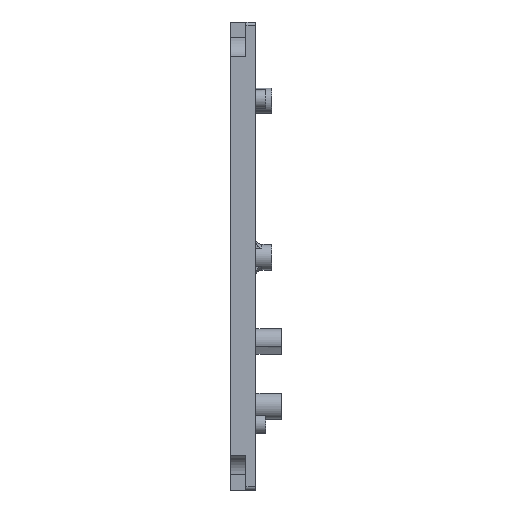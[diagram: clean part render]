
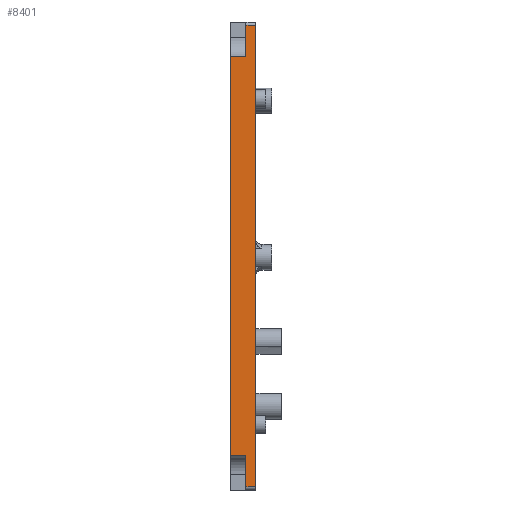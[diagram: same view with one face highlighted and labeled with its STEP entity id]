
A CAD part, left-side view. The second image highlights one B-rep face of the part: STEP entity #8401.
In plain terms, the highlighted planar face has unit normal (-1, 0, 0).
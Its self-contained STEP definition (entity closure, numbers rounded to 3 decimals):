
#176=PLANE('',#9075);
#674=FACE_OUTER_BOUND('',#1222,.T.);
#1222=EDGE_LOOP('',(#6747,#6748,#6749,#6750,#6751,#6752,#6753,#6754));
#1778=LINE('',#12028,#2820);
#1895=LINE('',#12573,#2937);
#2165=LINE('',#13188,#3207);
#2167=LINE('',#13196,#3209);
#2169=LINE('',#13203,#3211);
#2170=LINE('',#13205,#3212);
#2171=LINE('',#13206,#3213);
#2172=LINE('',#13207,#3214);
#2820=VECTOR('',#9568,10.);
#2937=VECTOR('',#9941,10.);
#3207=VECTOR('',#10435,10.);
#3209=VECTOR('',#10445,10.);
#3211=VECTOR('',#10453,10.);
#3212=VECTOR('',#10454,10.);
#3213=VECTOR('',#10455,10.);
#3214=VECTOR('',#10456,10.);
#3891=VERTEX_POINT('',#12025);
#3892=VERTEX_POINT('',#12027);
#4043=VERTEX_POINT('',#12570);
#4044=VERTEX_POINT('',#12572);
#4277=VERTEX_POINT('',#13186);
#4279=VERTEX_POINT('',#13194);
#4281=VERTEX_POINT('',#13202);
#4282=VERTEX_POINT('',#13204);
#4617=EDGE_CURVE('',#3891,#3892,#1778,.T.);
#4820=EDGE_CURVE('',#4043,#4044,#1895,.T.);
#5131=EDGE_CURVE('',#4043,#4277,#2165,.T.);
#5135=EDGE_CURVE('',#4277,#4279,#2167,.T.);
#5138=EDGE_CURVE('',#4281,#3891,#2169,.T.);
#5139=EDGE_CURVE('',#4281,#4282,#2170,.T.);
#5140=EDGE_CURVE('',#4282,#4044,#2171,.T.);
#5141=EDGE_CURVE('',#3892,#4279,#2172,.T.);
#6747=ORIENTED_EDGE('',*,*,#4617,.F.);
#6748=ORIENTED_EDGE('',*,*,#5138,.F.);
#6749=ORIENTED_EDGE('',*,*,#5139,.T.);
#6750=ORIENTED_EDGE('',*,*,#5140,.T.);
#6751=ORIENTED_EDGE('',*,*,#4820,.F.);
#6752=ORIENTED_EDGE('',*,*,#5131,.T.);
#6753=ORIENTED_EDGE('',*,*,#5135,.T.);
#6754=ORIENTED_EDGE('',*,*,#5141,.F.);
#8401=ADVANCED_FACE('',(#674),#176,.T.);
#9075=AXIS2_PLACEMENT_3D('',#13201,#10451,#10452);
#9568=DIRECTION('',(0.,0.,-1.));
#9941=DIRECTION('',(0.,0.,1.));
#10435=DIRECTION('',(0.,-1.,0.));
#10445=DIRECTION('',(0.,0.,-1.));
#10451=DIRECTION('center_axis',(-1.,0.,0.));
#10452=DIRECTION('ref_axis',(0.,0.,-1.));
#10453=DIRECTION('',(0.,-1.,0.));
#10454=DIRECTION('',(0.,0.,-1.));
#10455=DIRECTION('',(0.,1.,0.));
#10456=DIRECTION('',(0.,1.,0.));
#12025=CARTESIAN_POINT('',(970.1,46.75,802.16));
#12027=CARTESIAN_POINT('',(970.1,46.75,658.11));
#12028=CARTESIAN_POINT('',(970.1,46.75,662.135));
#12570=CARTESIAN_POINT('',(970.1,54.45,668.));
#12572=CARTESIAN_POINT('',(970.1,54.45,792.271));
#12573=CARTESIAN_POINT('',(970.1,54.45,800.648));
#13186=CARTESIAN_POINT('',(970.1,49.75,668.));
#13188=CARTESIAN_POINT('',(970.1,54.45,668.));
#13194=CARTESIAN_POINT('',(970.1,49.75,658.11));
#13196=CARTESIAN_POINT('',(970.1,49.75,759.334));
#13201=CARTESIAN_POINT('Origin',(970.1,54.45,798.135));
#13202=CARTESIAN_POINT('',(970.1,49.75,802.16));
#13203=CARTESIAN_POINT('',(970.1,54.45,802.16));
#13204=CARTESIAN_POINT('',(970.1,49.75,792.271));
#13205=CARTESIAN_POINT('',(970.1,49.75,769.706));
#13206=CARTESIAN_POINT('',(970.1,54.45,792.271));
#13207=CARTESIAN_POINT('',(970.1,54.45,658.11));
